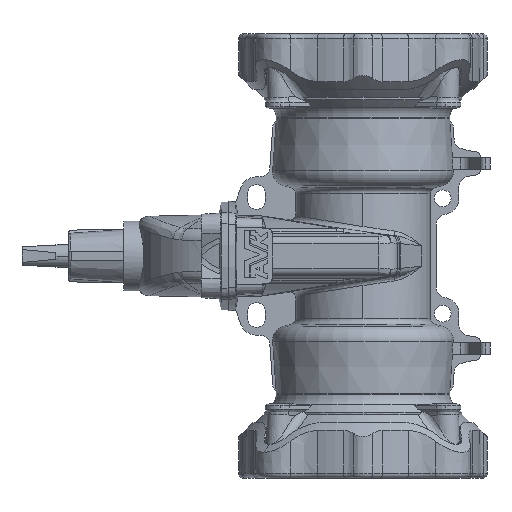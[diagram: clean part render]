
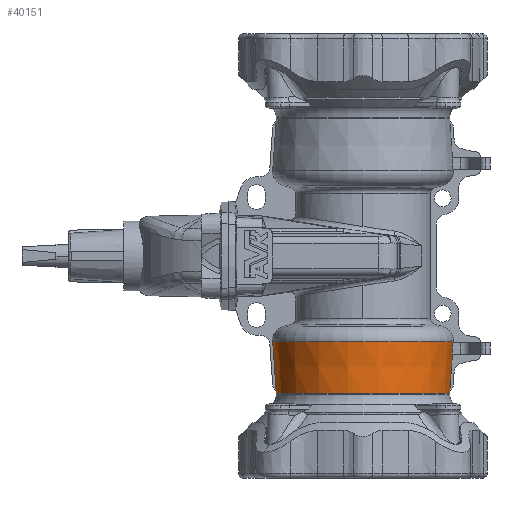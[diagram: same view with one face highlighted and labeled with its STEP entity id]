
A CAD part, left-side view. The second image highlights one B-rep face of the part: STEP entity #40151.
In plain terms, the highlighted conical face has half-angle 4 degrees and reference radius 91.75 mm.
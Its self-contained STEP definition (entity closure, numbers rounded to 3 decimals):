
#3676 = VERTEX_POINT ( 'NONE', #39661 ) ;
#3678 = VERTEX_POINT ( 'NONE', #39663 ) ;
#3679 = VERTEX_POINT ( 'NONE', #39664 ) ;
#3685 = VERTEX_POINT ( 'NONE', #39670 ) ;
#3687 = VERTEX_POINT ( 'NONE', #39672 ) ;
#3688 = VERTEX_POINT ( 'NONE', #39673 ) ;
#3689 = VERTEX_POINT ( 'NONE', #39674 ) ;
#3692 = VERTEX_POINT ( 'NONE', #39677 ) ;
#3694 = VERTEX_POINT ( 'NONE', #39679 ) ;
#4198 = ORIENTED_EDGE ( 'NONE', *, *, #9673, .F. ) ;
#4199 = ORIENTED_EDGE ( 'NONE', *, *, #10578, .T. ) ;
#4200 = ORIENTED_EDGE ( 'NONE', *, *, #10579, .T. ) ;
#4201 = ORIENTED_EDGE ( 'NONE', *, *, #10580, .T. ) ;
#4202 = ORIENTED_EDGE ( 'NONE', *, *, #10581, .F. ) ;
#4203 = ORIENTED_EDGE ( 'NONE', *, *, #10582, .F. ) ;
#4204 = ORIENTED_EDGE ( 'NONE', *, *, #10583, .T. ) ;
#4205 = ORIENTED_EDGE ( 'NONE', *, *, #10584, .T. ) ;
#4206 = ORIENTED_EDGE ( 'NONE', *, *, #10585, .T. ) ;
#4207 = ORIENTED_EDGE ( 'NONE', *, *, #10586, .F. ) ;
#4208 = ORIENTED_EDGE ( 'NONE', *, *, #10587, .T. ) ;
#4209 = ORIENTED_EDGE ( 'NONE', *, *, #10588, .F. ) ;
#7870 = VERTEX_POINT ( 'NONE', #24838 ) ;
#7896 = EDGE_LOOP ( 'NONE', ( #4198, #4199, #4200, #4201, #4202, #4203, #4204, #4205, #4206, #4207, #4208, #4209 ) ) ;
#8078 = VERTEX_POINT ( 'NONE', #24913 ) ;
#8087 = VERTEX_POINT ( 'NONE', #24922 ) ;
#9673 = EDGE_CURVE ( 'NONE', #8087, #8078, #18352, .T. ) ;
#10578 = EDGE_CURVE ( 'NONE', #8087, #3687, #19187, .T. ) ;
#10579 = EDGE_CURVE ( 'NONE', #3687, #3679, #37031, .T. ) ;
#10580 = EDGE_CURVE ( 'NONE', #3679, #3688, #37034, .T. ) ;
#10581 = EDGE_CURVE ( 'NONE', #3685, #3688, #19193, .T. ) ;
#10582 = EDGE_CURVE ( 'NONE', #3694, #3685, #37036, .T. ) ;
#10583 = EDGE_CURVE ( 'NONE', #3694, #3676, #19195, .T. ) ;
#10584 = EDGE_CURVE ( 'NONE', #3676, #3689, #37039, .T. ) ;
#10585 = EDGE_CURVE ( 'NONE', #3689, #3692, #19198, .T. ) ;
#10586 = EDGE_CURVE ( 'NONE', #3678, #3692, #37042, .T. ) ;
#10587 = EDGE_CURVE ( 'NONE', #3678, #7870, #37044, .T. ) ;
#10588 = EDGE_CURVE ( 'NONE', #8078, #7870, #19197, .T. ) ;
#17819 = CARTESIAN_POINT ( 'NONE',  ( 0., -91.75, -86.954 ) ) ;
#17823 = CARTESIAN_POINT ( 'NONE',  ( -1.001, -88.213, -137.538 ) ) ;
#17824 = DIRECTION ( 'NONE',  ( 0., -0.07, 0.998 ) ) ;
#17825 = CARTESIAN_POINT ( 'NONE',  ( 0., -88.213, -137.538 ) ) ;
#17826 = CARTESIAN_POINT ( 'NONE',  ( -3., -88.159, -137.584 ) ) ;
#17827 = CARTESIAN_POINT ( 'NONE',  ( -3., -89.035, -125.056 ) ) ;
#17828 = CARTESIAN_POINT ( 'NONE',  ( -2.001, -88.195, -137.553 ) ) ;
#17829 = CARTESIAN_POINT ( 'NONE',  ( -3., -88.159, -137.584 ) ) ;
#17830 = CARTESIAN_POINT ( 'NONE',  ( -3., -89.912, -112.528 ) ) ;
#17831 = CARTESIAN_POINT ( 'NONE',  ( -3., -90.788, -100. ) ) ;
#17832 = CARTESIAN_POINT ( 'NONE',  ( -10., -91.13, -88. ) ) ;
#17833 = CARTESIAN_POINT ( 'NONE',  ( -10., -91.093, -88.518 ) ) ;
#17834 = CARTESIAN_POINT ( 'NONE',  ( 0., 0., -100. ) ) ;
#17835 = DIRECTION ( 'NONE',  ( 0., 0., 1. ) ) ;
#17836 = DIRECTION ( 'NONE',  ( -1., 0., 0. ) ) ;
#17837 = CARTESIAN_POINT ( 'NONE',  ( -10., -91.057, -89.037 ) ) ;
#17838 = CARTESIAN_POINT ( 'NONE',  ( -10., -91.02, -89.555 ) ) ;
#17839 = CARTESIAN_POINT ( 'NONE',  ( -10., -90.776, -93.037 ) ) ;
#17840 = CARTESIAN_POINT ( 'NONE',  ( -10., -90.531, -96.518 ) ) ;
#17841 = CARTESIAN_POINT ( 'NONE',  ( -10., -90.286, -100. ) ) ;
#17842 = CARTESIAN_POINT ( 'NONE',  ( -3., -91.628, -88. ) ) ;
#17843 = CARTESIAN_POINT ( 'NONE',  ( -3., -91.652, -87.651 ) ) ;
#17844 = CARTESIAN_POINT ( 'NONE',  ( 0., 0., -88. ) ) ;
#17845 = DIRECTION ( 'NONE',  ( 0., 0., 1. ) ) ;
#17846 = DIRECTION ( 'NONE',  ( -1., 0., 0. ) ) ;
#17847 = CARTESIAN_POINT ( 'NONE',  ( -3., 88.159, -137.584 ) ) ;
#17848 = CARTESIAN_POINT ( 'NONE',  ( -3., -91.677, -87.303 ) ) ;
#17849 = CARTESIAN_POINT ( 'NONE',  ( -3., -91.701, -86.954 ) ) ;
#17850 = CARTESIAN_POINT ( 'NONE',  ( -3., 88.159, -137.584 ) ) ;
#17851 = CARTESIAN_POINT ( 'NONE',  ( -3., 89.178, -123.02 ) ) ;
#17852 = CARTESIAN_POINT ( 'NONE',  ( 0., 0., -86.954 ) ) ;
#17853 = DIRECTION ( 'NONE',  ( 0., 0., -1. ) ) ;
#17854 = DIRECTION ( 'NONE',  ( 0., 1., 0. ) ) ;
#17855 = CARTESIAN_POINT ( 'NONE',  ( -2.001, 88.195, -137.553 ) ) ;
#17856 = CARTESIAN_POINT ( 'NONE',  ( -3., 90.197, -108.456 ) ) ;
#17857 = CARTESIAN_POINT ( 'NONE',  ( -3., 91.216, -93.892 ) ) ;
#17858 = CARTESIAN_POINT ( 'NONE',  ( -3., 91.377, -91.579 ) ) ;
#17859 = CARTESIAN_POINT ( 'NONE',  ( -3., 91.539, -89.267 ) ) ;
#17860 = CARTESIAN_POINT ( 'NONE',  ( -3., 91.701, -86.954 ) ) ;
#17862 = CARTESIAN_POINT ( 'NONE',  ( -1.001, 88.213, -137.538 ) ) ;
#17863 = CARTESIAN_POINT ( 'NONE',  ( 0., 88.213, -137.538 ) ) ;
#17864 = CARTESIAN_POINT ( 'NONE',  ( 0., 91.75, -86.954 ) ) ;
#17866 = DIRECTION ( 'NONE',  ( 0., 0.07, 0.998 ) ) ;
#18352 = CIRCLE ( 'NONE', #33005, 88.088 ) ;
#19187 = LINE ( 'NONE', #17819, #19196 ) ;
#19193 = CIRCLE ( 'NONE', #33699, 90.838 ) ;
#19195 = CIRCLE ( 'NONE', #33700, 91.677 ) ;
#19196 = VECTOR ( 'NONE', #17824, 1000. ) ;
#19197 = LINE ( 'NONE', #17864, #19200 ) ;
#19198 = CIRCLE ( 'NONE', #33701, 91.75 ) ;
#19200 = VECTOR ( 'NONE', #17866, 1000. ) ;
#20488 = CARTESIAN_POINT ( 'NONE',  ( 0., 0., -139.322 ) ) ;
#20489 = DIRECTION ( 'NONE',  ( 0., 0., -1. ) ) ;
#20490 = DIRECTION ( 'NONE',  ( 0., 1., 0. ) ) ;
#24838 = CARTESIAN_POINT ( 'NONE',  ( 0., 88.213, -137.538 ) ) ;
#24913 = CARTESIAN_POINT ( 'NONE',  ( 0., 88.088, -139.322 ) ) ;
#24922 = CARTESIAN_POINT ( 'NONE',  ( 0., -88.088, -139.322 ) ) ;
#33005 = AXIS2_PLACEMENT_3D ( 'NONE', #20488, #20489, #20490 ) ;
#33699 = AXIS2_PLACEMENT_3D ( 'NONE', #17834, #17835, #17836 ) ;
#33700 = AXIS2_PLACEMENT_3D ( 'NONE', #17844, #17845, #17846 ) ;
#33701 = AXIS2_PLACEMENT_3D ( 'NONE', #17852, #17853, #17854 ) ;
#35151 = AXIS2_PLACEMENT_3D ( 'NONE', #41894, #41892, #41890 ) ;
#37031 = B_SPLINE_CURVE_WITH_KNOTS ( 'NONE', 3,
 ( #17825, #17823, #17828, #17829 ),
 .UNSPECIFIED., .F., .F.,
 ( 4, 4 ),
 ( 0., 0.003 ),
 .UNSPECIFIED. ) ;
#37034 = B_SPLINE_CURVE_WITH_KNOTS ( 'NONE', 3,
 ( #17826, #17827, #17830, #17831 ),
 .UNSPECIFIED., .F., .F.,
 ( 4, 4 ),
 ( 0.072, 0.11 ),
 .UNSPECIFIED. ) ;
#37036 = B_SPLINE_CURVE_WITH_KNOTS ( 'NONE', 3,
 ( #17832, #17833, #17837, #17838, #17839, #17840, #17841 ),
 .UNSPECIFIED., .F., .F.,
 ( 4, 3, 4 ),
 ( 0.025, 0.027, 0.037 ),
 .UNSPECIFIED. ) ;
#37039 = B_SPLINE_CURVE_WITH_KNOTS ( 'NONE', 3,
 ( #17842, #17843, #17848, #17849 ),
 .UNSPECIFIED., .F., .F.,
 ( 4, 4 ),
 ( 0.122, 0.123 ),
 .UNSPECIFIED. ) ;
#37042 = B_SPLINE_CURVE_WITH_KNOTS ( 'NONE', 3,
 ( #17850, #17851, #17856, #17857, #17858, #17859, #17860 ),
 .UNSPECIFIED., .F., .F.,
 ( 4, 3, 4 ),
 ( 0.072, 0.116, 0.123 ),
 .UNSPECIFIED. ) ;
#37044 = B_SPLINE_CURVE_WITH_KNOTS ( 'NONE', 3,
 ( #17847, #17855, #17862, #17863 ),
 .UNSPECIFIED., .F., .F.,
 ( 4, 4 ),
 ( 0., 0.003 ),
 .UNSPECIFIED. ) ;
#38084 = FACE_OUTER_BOUND ( 'NONE', #7896, .T. ) ;
#38099 = CONICAL_SURFACE ( 'NONE', #35151, 91.75, 0.07 ) ;
#39661 = CARTESIAN_POINT ( 'NONE',  ( -3., -91.628, -88. ) ) ;
#39663 = CARTESIAN_POINT ( 'NONE',  ( -3., 88.159, -137.584 ) ) ;
#39664 = CARTESIAN_POINT ( 'NONE',  ( -3., -88.159, -137.584 ) ) ;
#39670 = CARTESIAN_POINT ( 'NONE',  ( -10., -90.286, -100. ) ) ;
#39672 = CARTESIAN_POINT ( 'NONE',  ( 0., -88.213, -137.538 ) ) ;
#39673 = CARTESIAN_POINT ( 'NONE',  ( -3., -90.788, -100. ) ) ;
#39674 = CARTESIAN_POINT ( 'NONE',  ( -3., -91.701, -86.954 ) ) ;
#39677 = CARTESIAN_POINT ( 'NONE',  ( -3., 91.701, -86.954 ) ) ;
#39679 = CARTESIAN_POINT ( 'NONE',  ( -10., -91.13, -88. ) ) ;
#40151 = ADVANCED_FACE ( 'NONE', ( #38084 ), #38099, .T. ) ;
#41890 = DIRECTION ( 'NONE',  ( 0., 1., 0. ) ) ;
#41892 = DIRECTION ( 'NONE',  ( 0., 0., 1. ) ) ;
#41894 = CARTESIAN_POINT ( 'NONE',  ( 0., 0., -86.954 ) ) ;
